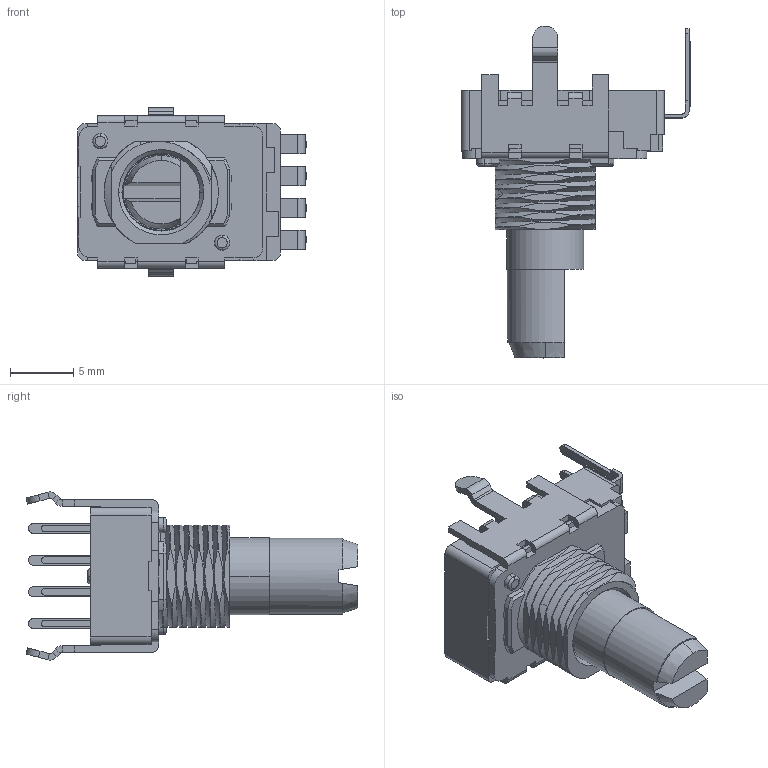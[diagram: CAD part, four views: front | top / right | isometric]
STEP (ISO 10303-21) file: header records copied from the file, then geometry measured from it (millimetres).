
FILE_DESCRIPTION (( 'STEP AP214' ), '1' );
FILE_NAME ('P110KH1_0F15BR10K.STEP', '2019-09-26T15:27:33', ( '' ), ( '' ), 'SwSTEP 2.0', 'SolidWorks 2018', '' );
FILE_SCHEMA (( 'AUTOMOTIVE_DESIGN' ));
Length unit declared in the file: inch
Products named in the file (1): P110KH1_0F15BR10K
Bounding box: 18.05 x 26.15 x 13.25 mm (x, y, z)
Volume: 1495.1 mm3; surface area: 1612.4 mm2
Topology: 1 solids, 1 shells, 679 faces, 1871 edges, 1212 vertices
Faces by surface type: plane 548, cylinder 106, bspline 10, cone 9, torus 6
Entity records: 23998 total; most frequent: CARTESIAN_POINT 7025, ORIENTED_EDGE 3742, DIRECTION 3158, EDGE_CURVE 1871, LINE 1448, VECTOR 1448, VERTEX_POINT 1212, AXIS2_PLACEMENT_3D 855
